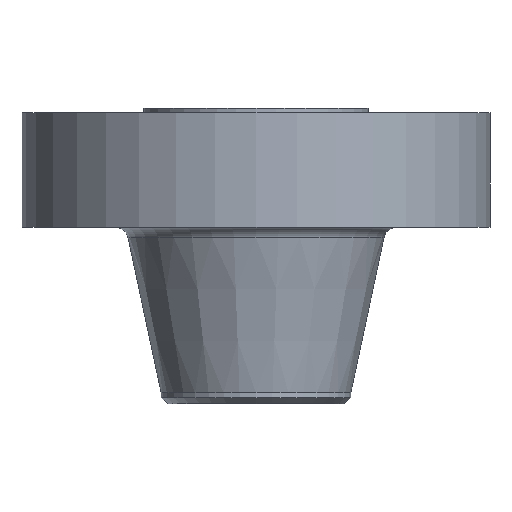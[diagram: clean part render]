
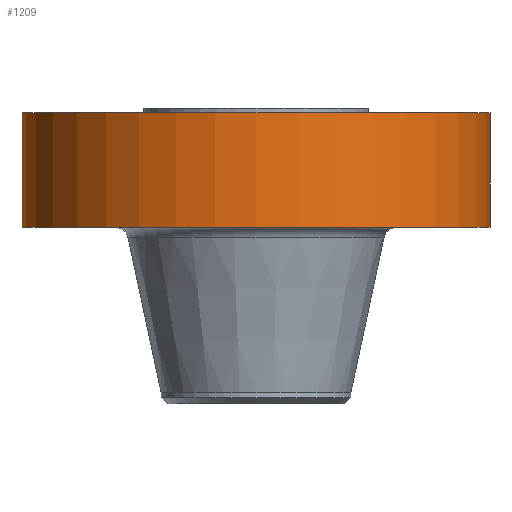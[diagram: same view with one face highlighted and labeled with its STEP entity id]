
A CAD part, front view. The second image highlights one B-rep face of the part: STEP entity #1209.
In plain terms, the highlighted cylindrical face has radius 336.55 mm (diameter 673.1 mm), a partial arc.
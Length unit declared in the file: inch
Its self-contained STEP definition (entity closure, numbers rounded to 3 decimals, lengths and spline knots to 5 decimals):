
#23 = ORIENTED_EDGE ( 'NONE', *, *, #474, .F. ) ;
#92 = LINE ( 'NONE', #1338, #847 ) ;
#126 = AXIS2_PLACEMENT_3D ( 'NONE', #752, #1227, #655 ) ;
#149 = VERTEX_POINT ( 'NONE', #762 ) ;
#154 = DIRECTION ( 'NONE',  ( 0., 0., 1. ) ) ;
#207 = CARTESIAN_POINT ( 'NONE',  ( 0., 0., 0. ) ) ;
#220 = ORIENTED_EDGE ( 'NONE', *, *, #1256, .F. ) ;
#221 = CIRCLE ( 'NONE', #126, 13.25 ) ;
#227 = ORIENTED_EDGE ( 'NONE', *, *, #608, .T. ) ;
#290 = CARTESIAN_POINT ( 'NONE',  ( 13.25, 0., -0.25 ) ) ;
#313 = CARTESIAN_POINT ( 'NONE',  ( 13.25, 0., -6.75 ) ) ;
#444 = DIRECTION ( 'NONE',  ( 0., 0., 1. ) ) ;
#462 = VERTEX_POINT ( 'NONE', #290 ) ;
#471 = CIRCLE ( 'NONE', #637, 13.25 ) ;
#474 = EDGE_CURVE ( 'NONE', #1206, #149, #628, .T. ) ;
#508 = VECTOR ( 'NONE', #154, 39.37008 ) ;
#529 = CARTESIAN_POINT ( 'NONE',  ( -13.25, 0., -6.75 ) ) ;
#608 = EDGE_CURVE ( 'NONE', #1206, #816, #471, .T. ) ;
#621 = DIRECTION ( 'NONE',  ( 0., 0., 1. ) ) ;
#628 = LINE ( 'NONE', #1404, #508 ) ;
#630 = DIRECTION ( 'NONE',  ( 1., 0., 0. ) ) ;
#637 = AXIS2_PLACEMENT_3D ( 'NONE', #1113, #444, #1343 ) ;
#655 = DIRECTION ( 'NONE',  ( 1., 0., 0. ) ) ;
#742 = CYLINDRICAL_SURFACE ( 'NONE', #844, 13.25 ) ;
#750 = ORIENTED_EDGE ( 'NONE', *, *, #1282, .T. ) ;
#752 = CARTESIAN_POINT ( 'NONE',  ( 0., 0., -0.25 ) ) ;
#762 = CARTESIAN_POINT ( 'NONE',  ( -13.25, 0., -0.25 ) ) ;
#816 = VERTEX_POINT ( 'NONE', #313 ) ;
#844 = AXIS2_PLACEMENT_3D ( 'NONE', #207, #621, #630 ) ;
#847 = VECTOR ( 'NONE', #1323, 39.37008 ) ;
#970 = EDGE_LOOP ( 'NONE', ( #23, #227, #750, #220 ) ) ;
#1113 = CARTESIAN_POINT ( 'NONE',  ( 0., 0., -6.75 ) ) ;
#1206 = VERTEX_POINT ( 'NONE', #529 ) ;
#1209 = ADVANCED_FACE ( 'NONE', ( #1213 ), #742, .T. ) ;
#1213 = FACE_OUTER_BOUND ( 'NONE', #970, .T. ) ;
#1227 = DIRECTION ( 'NONE',  ( 0., 0., 1. ) ) ;
#1256 = EDGE_CURVE ( 'NONE', #149, #462, #221, .T. ) ;
#1282 = EDGE_CURVE ( 'NONE', #816, #462, #92, .T. ) ;
#1323 = DIRECTION ( 'NONE',  ( 0., 0., 1. ) ) ;
#1338 = CARTESIAN_POINT ( 'NONE',  ( 13.25, 0., 0. ) ) ;
#1343 = DIRECTION ( 'NONE',  ( 1., 0., 0. ) ) ;
#1404 = CARTESIAN_POINT ( 'NONE',  ( -13.25, 0., 0. ) ) ;
